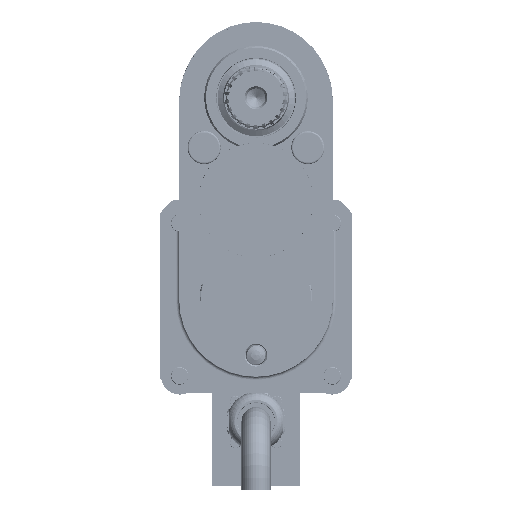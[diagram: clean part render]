
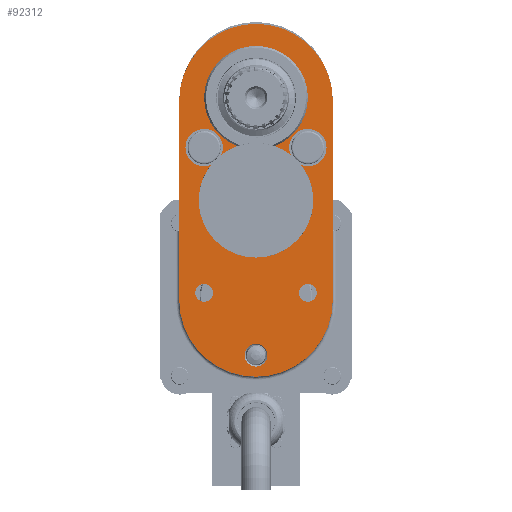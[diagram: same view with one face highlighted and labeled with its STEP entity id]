
A CAD part, left-side view. The second image highlights one B-rep face of the part: STEP entity #92312.
In plain terms, the highlighted planar face has unit normal (-1, 0, 0).
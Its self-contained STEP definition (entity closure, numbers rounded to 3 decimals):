
#3016=FACE_BOUND('',#13784,.T.);
#3017=FACE_BOUND('',#13785,.T.);
#3018=FACE_BOUND('',#13786,.T.);
#3019=FACE_BOUND('',#13787,.T.);
#3020=FACE_BOUND('',#13788,.T.);
#3021=FACE_BOUND('',#13789,.T.);
#4273=PLANE('',#99691);
#8666=FACE_OUTER_BOUND('',#13783,.T.);
#13783=EDGE_LOOP('',(#72053,#72054,#72055,#72056));
#13784=EDGE_LOOP('',(#72057));
#13785=EDGE_LOOP('',(#72058,#72059,#72060));
#13786=EDGE_LOOP('',(#72061,#72062));
#13787=EDGE_LOOP('',(#72063));
#13788=EDGE_LOOP('',(#72064));
#13789=EDGE_LOOP('',(#72065));
#18852=CIRCLE('',#99002,0.5);
#18866=CIRCLE('',#99032,0.5);
#18869=CIRCLE('',#99037,0.425);
#18872=CIRCLE('',#99042,0.425);
#18873=CIRCLE('',#99043,0.425);
#19050=CIRCLE('',#99447,2.5);
#19073=CIRCLE('',#99489,2.763);
#19074=CIRCLE('',#99490,2.763);
#19083=CIRCLE('',#99503,0.55);
#19169=CIRCLE('',#99689,3.7);
#19170=CIRCLE('',#99692,3.7);
#25556=LINE('',#158191,#32915);
#25559=LINE('',#158197,#32918);
#32915=VECTOR('',#115425,9.6);
#32918=VECTOR('',#115430,9.6);
#41168=VERTEX_POINT('',#155629);
#41193=VERTEX_POINT('',#155706);
#41197=VERTEX_POINT('',#155717);
#41201=VERTEX_POINT('',#155728);
#41202=VERTEX_POINT('',#155730);
#41559=VERTEX_POINT('',#157350);
#41560=VERTEX_POINT('',#157352);
#41588=VERTEX_POINT('',#157457);
#41597=VERTEX_POINT('',#157483);
#41770=VERTEX_POINT('',#158184);
#41771=VERTEX_POINT('',#158185);
#41772=VERTEX_POINT('',#158190);
#41774=VERTEX_POINT('',#158196);
#51960=EDGE_CURVE('',#41168,#41168,#18852,.T.);
#51996=EDGE_CURVE('',#41193,#41193,#18866,.T.);
#52000=EDGE_CURVE('',#41197,#41197,#18869,.T.);
#52006=EDGE_CURVE('',#41201,#41202,#18872,.T.);
#52007=EDGE_CURVE('',#41202,#41201,#18873,.T.);
#52578=EDGE_CURVE('',#41560,#41559,#19050,.T.);
#52623=EDGE_CURVE('',#41588,#41559,#19073,.T.);
#52624=EDGE_CURVE('',#41560,#41588,#19074,.T.);
#52636=EDGE_CURVE('',#41597,#41597,#19083,.T.);
#52899=EDGE_CURVE('',#41770,#41771,#19169,.T.);
#52902=EDGE_CURVE('',#41772,#41770,#25556,.T.);
#52905=EDGE_CURVE('',#41771,#41774,#25559,.T.);
#52906=EDGE_CURVE('',#41774,#41772,#19170,.T.);
#72053=ORIENTED_EDGE('',*,*,#52902,.T.);
#72054=ORIENTED_EDGE('',*,*,#52899,.T.);
#72055=ORIENTED_EDGE('',*,*,#52905,.T.);
#72056=ORIENTED_EDGE('',*,*,#52906,.T.);
#72057=ORIENTED_EDGE('',*,*,#52636,.T.);
#72058=ORIENTED_EDGE('',*,*,#52624,.F.);
#72059=ORIENTED_EDGE('',*,*,#52578,.T.);
#72060=ORIENTED_EDGE('',*,*,#52623,.F.);
#72061=ORIENTED_EDGE('',*,*,#52007,.F.);
#72062=ORIENTED_EDGE('',*,*,#52006,.F.);
#72063=ORIENTED_EDGE('',*,*,#52000,.T.);
#72064=ORIENTED_EDGE('',*,*,#51996,.F.);
#72065=ORIENTED_EDGE('',*,*,#51960,.F.);
#92312=ADVANCED_FACE('',(#8666,#3016,#3017,#3018,#3019,#3020,#3021),#4273,
 .T.);
#99002=AXIS2_PLACEMENT_3D('',#155631,#113544,#113545);
#99032=AXIS2_PLACEMENT_3D('',#155708,#113626,#113627);
#99037=AXIS2_PLACEMENT_3D('',#155718,#113637,#113638);
#99042=AXIS2_PLACEMENT_3D('',#155731,#113650,#113651);
#99043=AXIS2_PLACEMENT_3D('',#155732,#113652,#113653);
#99447=AXIS2_PLACEMENT_3D('',#157353,#114743,#114744);
#99489=AXIS2_PLACEMENT_3D('',#157459,#114847,#114848);
#99490=AXIS2_PLACEMENT_3D('',#157460,#114849,#114850);
#99503=AXIS2_PLACEMENT_3D('',#157485,#114878,#114879);
#99689=AXIS2_PLACEMENT_3D('',#158186,#115419,#115420);
#99691=AXIS2_PLACEMENT_3D('',#158195,#115428,#115429);
#99692=AXIS2_PLACEMENT_3D('',#158198,#115431,#115432);
#113544=DIRECTION('center_axis',(-1.,0.,0.));
#113545=DIRECTION('ref_axis',(0.,1.,0.));
#113626=DIRECTION('center_axis',(-1.,0.,0.));
#113627=DIRECTION('ref_axis',(0.,1.,0.));
#113637=DIRECTION('center_axis',(1.,0.,0.));
#113638=DIRECTION('ref_axis',(0.,-1.,0.));
#113650=DIRECTION('center_axis',(-1.,0.,0.));
#113651=DIRECTION('ref_axis',(0.,1.,0.));
#113652=DIRECTION('center_axis',(-1.,0.,0.));
#113653=DIRECTION('ref_axis',(0.,1.,0.));
#114743=DIRECTION('center_axis',(1.,0.,0.));
#114744=DIRECTION('ref_axis',(0.,0.363,-0.932));
#114847=DIRECTION('center_axis',(-1.,0.,0.));
#114848=DIRECTION('ref_axis',(0.,0.329,0.944));
#114849=DIRECTION('center_axis',(-1.,0.,0.));
#114850=DIRECTION('ref_axis',(0.,0.329,0.944));
#114878=DIRECTION('center_axis',(1.,0.,0.));
#114879=DIRECTION('ref_axis',(0.,0.,
-1.));
#115419=DIRECTION('center_axis',(-1.,0.,0.));
#115420=DIRECTION('ref_axis',(0.,1.,0.));
#115425=DIRECTION('',(0.,0.,-1.));
#115428=DIRECTION('center_axis',(-1.,0.,0.));
#115429=DIRECTION('ref_axis',(0.,1.,0.));
#115430=DIRECTION('',(0.,0.,1.));
#115431=DIRECTION('center_axis',(-1.,0.,0.));
#115432=DIRECTION('ref_axis',(0.,-1.,0.));
#155629=CARTESIAN_POINT('',(-5.8,3.,7.323));
#155631=CARTESIAN_POINT('Origin',(-5.8,2.5,7.323));
#155706=CARTESIAN_POINT('',(-5.8,-2.,7.323));
#155708=CARTESIAN_POINT('Origin',(-5.8,-2.5,7.323));
#155717=CARTESIAN_POINT('',(-5.8,2.925,0.323));
#155718=CARTESIAN_POINT('Origin',(-5.8,2.5,0.323));
#155728=CARTESIAN_POINT('',(-5.8,-2.925,0.323));
#155730=CARTESIAN_POINT('',(-5.8,-2.075,0.323));
#155731=CARTESIAN_POINT('Origin',(-5.8,-2.5,0.323));
#155732=CARTESIAN_POINT('Origin',(-5.8,-2.5,0.323));
#157350=CARTESIAN_POINT('',(-5.8,-0.908,7.394));
#157352=CARTESIAN_POINT('',(-5.8,0.908,7.394));
#157353=CARTESIAN_POINT('Origin',(-5.8,0.,
9.723));
#157457=CARTESIAN_POINT('',(-5.8,0.,2.022));
#157459=CARTESIAN_POINT('Origin',(-5.8,0.,
4.785));
#157460=CARTESIAN_POINT('Origin',(-5.8,0.,
4.785));
#157483=CARTESIAN_POINT('',(-5.8,0.,-3.227));
#157485=CARTESIAN_POINT('Origin',(-5.8,0.,
-2.677));
#158184=CARTESIAN_POINT('',(-5.8,3.7,-0.015));
#158185=CARTESIAN_POINT('',(-5.8,-3.7,-0.015));
#158186=CARTESIAN_POINT('Origin',(-5.8,0.,
-0.015));
#158190=CARTESIAN_POINT('',(-5.8,3.7,9.585));
#158191=CARTESIAN_POINT('',(-5.8,3.7,9.585));
#158195=CARTESIAN_POINT('Origin',(-5.8,0.,
4.785));
#158196=CARTESIAN_POINT('',(-5.8,-3.7,9.585));
#158197=CARTESIAN_POINT('',(-5.8,-3.7,-0.015));
#158198=CARTESIAN_POINT('Origin',(-5.8,0.,
9.585));
